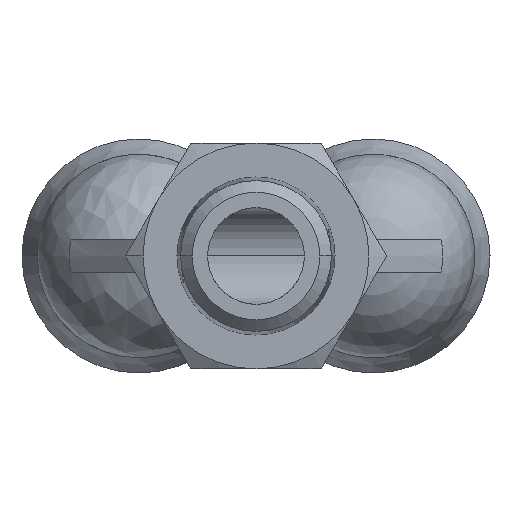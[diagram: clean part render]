
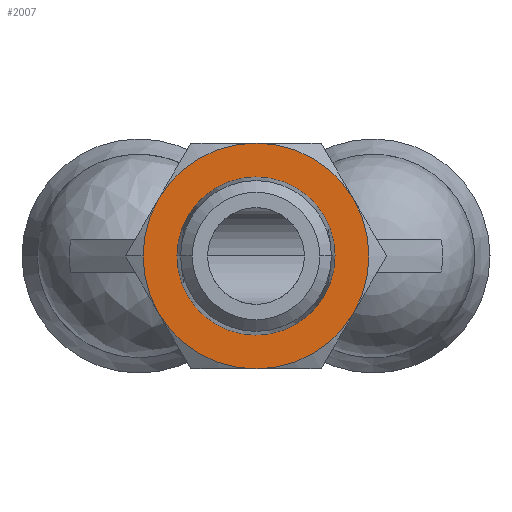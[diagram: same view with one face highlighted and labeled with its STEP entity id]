
A CAD part, front view. The second image highlights one B-rep face of the part: STEP entity #2007.
In plain terms, the highlighted planar face has unit normal (0, -1, 0).
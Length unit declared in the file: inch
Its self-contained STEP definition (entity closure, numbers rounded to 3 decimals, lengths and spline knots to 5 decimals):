
#40 = AXIS2_PLACEMENT_3D ( 'NONE', #3149, #1486, #3394 ) ;
#63 = PLANE ( 'NONE',  #3126 ) ;
#75 = DIRECTION ( 'NONE',  ( 0., -1., 0. ) ) ;
#105 = ORIENTED_EDGE ( 'NONE', *, *, #3235, .T. ) ;
#198 = DIRECTION ( 'NONE',  ( -1., 0., 0. ) ) ;
#202 = DIRECTION ( 'NONE',  ( -1., 0., 0. ) ) ;
#213 = AXIS2_PLACEMENT_3D ( 'NONE', #2036, #481, #2312 ) ;
#217 = VERTEX_POINT ( 'NONE', #2830 ) ;
#251 = VERTEX_POINT ( 'NONE', #3319 ) ;
#263 = EDGE_CURVE ( 'NONE', #502, #417, #813, .T. ) ;
#279 = CARTESIAN_POINT ( 'NONE',  ( 0.23867, -0.19685, -0.1378 ) ) ;
#301 = CIRCLE ( 'NONE', #2907, 0.27559 ) ;
#368 = AXIS2_PLACEMENT_3D ( 'NONE', #1061, #2955, #1291 ) ;
#409 = DIRECTION ( 'NONE',  ( 0., -1., 0. ) ) ;
#417 = VERTEX_POINT ( 'NONE', #1798 ) ;
#438 = AXIS2_PLACEMENT_3D ( 'NONE', #2045, #503, #2325 ) ;
#481 = DIRECTION ( 'NONE',  ( 0., -1., 0. ) ) ;
#496 = ORIENTED_EDGE ( 'NONE', *, *, #1754, .T. ) ;
#502 = VERTEX_POINT ( 'NONE', #2439 ) ;
#503 = DIRECTION ( 'NONE',  ( 0., -1., 0. ) ) ;
#675 = CARTESIAN_POINT ( 'NONE',  ( 0., -0.19685, 0. ) ) ;
#717 = EDGE_CURVE ( 'NONE', #3160, #3275, #301, .T. ) ;
#813 = CIRCLE ( 'NONE', #1359, 0.27559 ) ;
#1043 = ORIENTED_EDGE ( 'NONE', *, *, #717, .T. ) ;
#1061 = CARTESIAN_POINT ( 'NONE',  ( 0., -0.19685, 0. ) ) ;
#1197 = CARTESIAN_POINT ( 'NONE',  ( -0.19291, -0.19685, 0. ) ) ;
#1291 = DIRECTION ( 'NONE',  ( -1., 0., 0. ) ) ;
#1307 = ORIENTED_EDGE ( 'NONE', *, *, #2421, .F. ) ;
#1308 = ORIENTED_EDGE ( 'NONE', *, *, #2425, .F. ) ;
#1310 = DIRECTION ( 'NONE',  ( 1., 0., 0. ) ) ;
#1356 = AXIS2_PLACEMENT_3D ( 'NONE', #1585, #75, #1851 ) ;
#1359 = AXIS2_PLACEMENT_3D ( 'NONE', #675, #409, #198 ) ;
#1372 = CARTESIAN_POINT ( 'NONE',  ( 0., -0.19685, 0. ) ) ;
#1485 = CIRCLE ( 'NONE', #1356, 0.27559 ) ;
#1486 = DIRECTION ( 'NONE',  ( 0., -1., 0. ) ) ;
#1496 = EDGE_CURVE ( 'NONE', #3024, #217, #2923, .T. ) ;
#1585 = CARTESIAN_POINT ( 'NONE',  ( 0., -0.19685, 0. ) ) ;
#1601 = ORIENTED_EDGE ( 'NONE', *, *, #1866, .T. ) ;
#1650 = DIRECTION ( 'NONE',  ( -1., 0., 0. ) ) ;
#1715 = DIRECTION ( 'NONE',  ( 0., -1., 0. ) ) ;
#1733 = EDGE_LOOP ( 'NONE', ( #105, #1601, #2787, #496, #2033, #3080, #1043 ) ) ;
#1754 = EDGE_CURVE ( 'NONE', #217, #502, #2611, .T. ) ;
#1798 = CARTESIAN_POINT ( 'NONE',  ( 0., -0.19685, -0.27559 ) ) ;
#1815 = EDGE_LOOP ( 'NONE', ( #1307, #1308 ) ) ;
#1851 = DIRECTION ( 'NONE',  ( -1., 0., 0. ) ) ;
#1866 = EDGE_CURVE ( 'NONE', #2808, #3024, #2566, .T. ) ;
#2007 = ADVANCED_FACE ( 'NONE', ( #2445, #2403 ), #63, .T. ) ;
#2033 = ORIENTED_EDGE ( 'NONE', *, *, #263, .T. ) ;
#2036 = CARTESIAN_POINT ( 'NONE',  ( 0., -0.19685, 0. ) ) ;
#2045 = CARTESIAN_POINT ( 'NONE',  ( 0., -0.19685, 0. ) ) ;
#2046 = CIRCLE ( 'NONE', #368, 0.27559 ) ;
#2121 = CIRCLE ( 'NONE', #40, 0.19291 ) ;
#2125 = CIRCLE ( 'NONE', #213, 0.19291 ) ;
#2213 = CARTESIAN_POINT ( 'NONE',  ( 0., -0.19685, 0.27559 ) ) ;
#2246 = AXIS2_PLACEMENT_3D ( 'NONE', #3356, #1715, #202 ) ;
#2312 = DIRECTION ( 'NONE',  ( -1., 0., 0. ) ) ;
#2325 = DIRECTION ( 'NONE',  ( -1., 0., 0. ) ) ;
#2381 = VERTEX_POINT ( 'NONE', #1197 ) ;
#2402 = CARTESIAN_POINT ( 'NONE',  ( -0.23425, -0.19685, 0. ) ) ;
#2403 = FACE_OUTER_BOUND ( 'NONE', #1733, .T. ) ;
#2421 = EDGE_CURVE ( 'NONE', #2381, #251, #2121, .T. ) ;
#2425 = EDGE_CURVE ( 'NONE', #251, #2381, #2125, .T. ) ;
#2439 = CARTESIAN_POINT ( 'NONE',  ( -0.23867, -0.19685, -0.1378 ) ) ;
#2445 = FACE_BOUND ( 'NONE', #1815, .T. ) ;
#2540 = EDGE_CURVE ( 'NONE', #417, #3160, #2046, .T. ) ;
#2566 = CIRCLE ( 'NONE', #438, 0.27559 ) ;
#2605 = CARTESIAN_POINT ( 'NONE',  ( 0., -0.19685, 0. ) ) ;
#2611 = CIRCLE ( 'NONE', #2246, 0.27559 ) ;
#2620 = DIRECTION ( 'NONE',  ( -1., 0., 0. ) ) ;
#2706 = AXIS2_PLACEMENT_3D ( 'NONE', #1372, #3296, #1650 ) ;
#2787 = ORIENTED_EDGE ( 'NONE', *, *, #1496, .T. ) ;
#2808 = VERTEX_POINT ( 'NONE', #2213 ) ;
#2830 = CARTESIAN_POINT ( 'NONE',  ( -0.27559, -0.19685, 0. ) ) ;
#2907 = AXIS2_PLACEMENT_3D ( 'NONE', #2605, #3144, #2620 ) ;
#2923 = CIRCLE ( 'NONE', #2706, 0.27559 ) ;
#2955 = DIRECTION ( 'NONE',  ( 0., -1., 0. ) ) ;
#2970 = DIRECTION ( 'NONE',  ( 0., -1., 0. ) ) ;
#3024 = VERTEX_POINT ( 'NONE', #3372 ) ;
#3080 = ORIENTED_EDGE ( 'NONE', *, *, #2540, .T. ) ;
#3126 = AXIS2_PLACEMENT_3D ( 'NONE', #2402, #2970, #1310 ) ;
#3144 = DIRECTION ( 'NONE',  ( 0., -1., 0. ) ) ;
#3149 = CARTESIAN_POINT ( 'NONE',  ( 0., -0.19685, 0. ) ) ;
#3160 = VERTEX_POINT ( 'NONE', #279 ) ;
#3235 = EDGE_CURVE ( 'NONE', #3275, #2808, #1485, .T. ) ;
#3246 = CARTESIAN_POINT ( 'NONE',  ( 0.23867, -0.19685, 0.1378 ) ) ;
#3275 = VERTEX_POINT ( 'NONE', #3246 ) ;
#3296 = DIRECTION ( 'NONE',  ( 0., -1., 0. ) ) ;
#3319 = CARTESIAN_POINT ( 'NONE',  ( 0.19291, -0.19685, 0. ) ) ;
#3356 = CARTESIAN_POINT ( 'NONE',  ( 0., -0.19685, 0. ) ) ;
#3372 = CARTESIAN_POINT ( 'NONE',  ( -0.23867, -0.19685, 0.1378 ) ) ;
#3394 = DIRECTION ( 'NONE',  ( -1., 0., 0. ) ) ;
